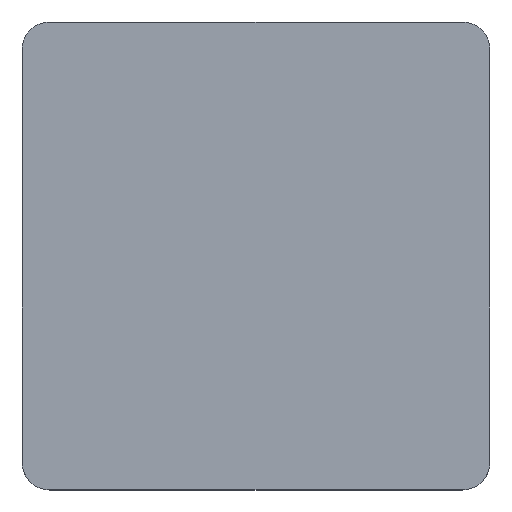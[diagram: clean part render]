
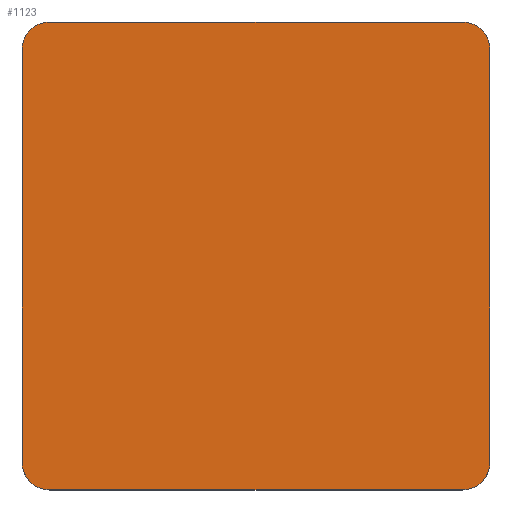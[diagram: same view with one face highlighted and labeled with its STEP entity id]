
A CAD part, top view. The second image highlights one B-rep face of the part: STEP entity #1123.
In plain terms, the highlighted planar face has unit normal (0, 0, 1).
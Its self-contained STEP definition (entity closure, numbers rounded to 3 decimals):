
#933 = VERTEX_POINT('',#934);
#934 = CARTESIAN_POINT('',(-7.458,-12.204,6.886
    ));
#940 = EDGE_CURVE('',#941,#933,#943,.T.);
#941 = VERTEX_POINT('',#942);
#942 = CARTESIAN_POINT('',(-8.464,-11.198,6.886
    ));
#943 = CIRCLE('',#944,1.006);
#944 = AXIS2_PLACEMENT_3D('',#945,#946,#947);
#945 = CARTESIAN_POINT('',(-7.458,-11.198,6.886
    ));
#946 = DIRECTION('',(0.,0.,1.));
#947 = DIRECTION('',(0.,1.,0.));
#965 = VERTEX_POINT('',#966);
#966 = CARTESIAN_POINT('',(7.706,-12.204,6.886)
  );
#972 = EDGE_CURVE('',#933,#965,#973,.T.);
#973 = LINE('',#974,#975);
#974 = CARTESIAN_POINT('',(7.706,-12.204,6.886)
  );
#975 = VECTOR('',#976,1.);
#976 = DIRECTION('',(1.,0.,0.));
#989 = VERTEX_POINT('',#990);
#990 = CARTESIAN_POINT('',(8.712,-11.198,6.886)
  );
#996 = EDGE_CURVE('',#965,#989,#997,.T.);
#997 = CIRCLE('',#998,1.006);
#998 = AXIS2_PLACEMENT_3D('',#999,#1000,#1001);
#999 = CARTESIAN_POINT('',(7.706,-11.198,6.886)
  );
#1000 = DIRECTION('',(0.,0.,1.));
#1001 = DIRECTION('',(0.,-1.,0.));
#1014 = VERTEX_POINT('',#1015);
#1015 = CARTESIAN_POINT('',(8.712,3.965,6.886)
  );
#1021 = EDGE_CURVE('',#989,#1014,#1022,.T.);
#1022 = LINE('',#1023,#1024);
#1023 = CARTESIAN_POINT('',(8.712,-11.198,6.886
    ));
#1024 = VECTOR('',#1025,1.);
#1025 = DIRECTION('',(0.,1.,0.));
#1038 = VERTEX_POINT('',#1039);
#1039 = CARTESIAN_POINT('',(7.706,4.971,6.886)
  );
#1045 = EDGE_CURVE('',#1014,#1038,#1046,.T.);
#1046 = CIRCLE('',#1047,1.006);
#1047 = AXIS2_PLACEMENT_3D('',#1048,#1049,#1050);
#1048 = CARTESIAN_POINT('',(7.706,3.965,6.886)
  );
#1049 = DIRECTION('',(0.,0.,1.));
#1050 = DIRECTION('',(0.,-1.,0.));
#1063 = VERTEX_POINT('',#1064);
#1064 = CARTESIAN_POINT('',(-7.458,4.971,6.886
    ));
#1070 = EDGE_CURVE('',#1038,#1063,#1071,.T.);
#1071 = LINE('',#1072,#1073);
#1072 = CARTESIAN_POINT('',(7.706,4.971,6.886)
  );
#1073 = VECTOR('',#1074,1.);
#1074 = DIRECTION('',(-1.,0.,0.));
#1087 = VERTEX_POINT('',#1088);
#1088 = CARTESIAN_POINT('',(-8.464,3.965,6.886
    ));
#1094 = EDGE_CURVE('',#1063,#1087,#1095,.T.);
#1095 = CIRCLE('',#1096,1.006);
#1096 = AXIS2_PLACEMENT_3D('',#1097,#1098,#1099);
#1097 = CARTESIAN_POINT('',(-7.458,3.965,6.886
    ));
#1098 = DIRECTION('',(0.,0.,1.));
#1099 = DIRECTION('',(0.,-1.,0.));
#1112 = EDGE_CURVE('',#1087,#941,#1113,.T.);
#1113 = LINE('',#1114,#1115);
#1114 = CARTESIAN_POINT('',(-8.464,-11.198,
    6.886));
#1115 = VECTOR('',#1116,1.);
#1116 = DIRECTION('',(0.,-1.,0.));
#1123 = ADVANCED_FACE('',(#1124),#1134,.F.);
#1124 = FACE_BOUND('',#1125,.T.);
#1125 = EDGE_LOOP('',(#1126,#1127,#1128,#1129,#1130,#1131,#1132,#1133));
#1126 = ORIENTED_EDGE('',*,*,#940,.T.);
#1127 = ORIENTED_EDGE('',*,*,#972,.T.);
#1128 = ORIENTED_EDGE('',*,*,#996,.T.);
#1129 = ORIENTED_EDGE('',*,*,#1021,.T.);
#1130 = ORIENTED_EDGE('',*,*,#1045,.T.);
#1131 = ORIENTED_EDGE('',*,*,#1070,.T.);
#1132 = ORIENTED_EDGE('',*,*,#1094,.T.);
#1133 = ORIENTED_EDGE('',*,*,#1112,.T.);
#1134 = PLANE('',#1135);
#1135 = AXIS2_PLACEMENT_3D('',#1136,#1137,#1138);
#1136 = CARTESIAN_POINT('',(-7.458,-11.198,
    6.886));
#1137 = DIRECTION('',(0.,0.,-1.));
#1138 = DIRECTION('',(0.,1.,0.));
